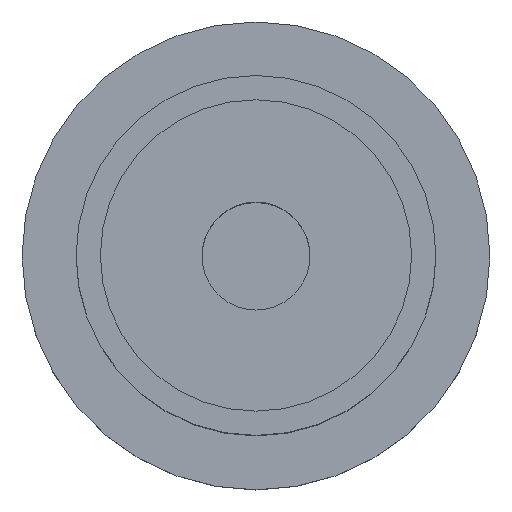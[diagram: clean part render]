
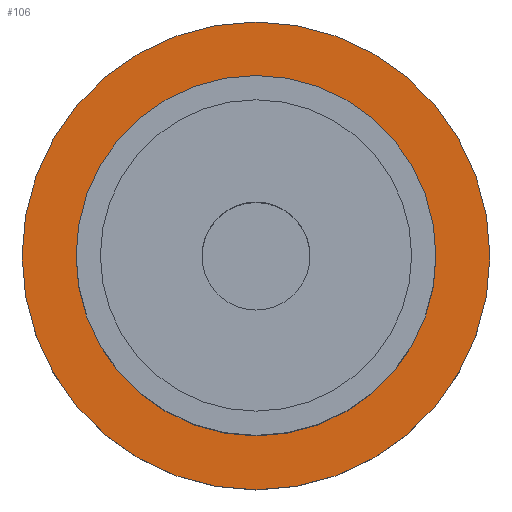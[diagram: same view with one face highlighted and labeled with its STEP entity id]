
A CAD part, top view. The second image highlights one B-rep face of the part: STEP entity #106.
In plain terms, the highlighted planar face has unit normal (0, 0, 1).
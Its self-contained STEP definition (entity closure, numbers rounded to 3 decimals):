
#17=FACE_BOUND('',#41,.T.);
#20=PLANE('',#134);
#30=FACE_OUTER_BOUND('',#40,.T.);
#40=EDGE_LOOP('',(#93));
#41=EDGE_LOOP('',(#94));
#54=CIRCLE('',#127,1.);
#57=CIRCLE('',#133,1.3);
#62=VERTEX_POINT('',#183);
#65=VERTEX_POINT('',#193);
#71=EDGE_CURVE('',#62,#62,#54,.T.);
#74=EDGE_CURVE('',#65,#65,#57,.T.);
#93=ORIENTED_EDGE('',*,*,#74,.T.);
#94=ORIENTED_EDGE('',*,*,#71,.T.);
#106=ADVANCED_FACE('',(#30,#17),#20,.T.);
#127=AXIS2_PLACEMENT_3D('',#185,#150,#151);
#133=AXIS2_PLACEMENT_3D('',#194,#162,#163);
#134=AXIS2_PLACEMENT_3D('',#196,#165,#166);
#150=DIRECTION('center_axis',(0.,0.,-1.));
#151=DIRECTION('ref_axis',(-1.,0.,0.));
#162=DIRECTION('center_axis',(0.,0.,1.));
#163=DIRECTION('ref_axis',(-1.,0.,0.));
#165=DIRECTION('center_axis',(0.,0.,1.));
#166=DIRECTION('ref_axis',(-1.,0.,0.));
#183=CARTESIAN_POINT('',(1.,0.,0.4));
#185=CARTESIAN_POINT('Origin',(0.,0.,0.4));
#193=CARTESIAN_POINT('',(1.3,0.,0.4));
#194=CARTESIAN_POINT('Origin',(0.,0.,0.4));
#196=CARTESIAN_POINT('Origin',(0.,0.,0.4));
